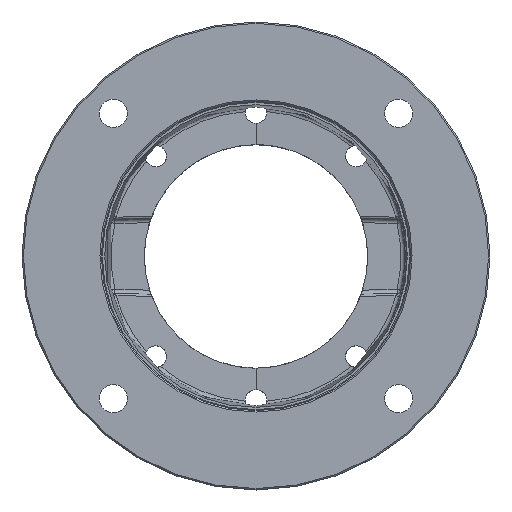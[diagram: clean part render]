
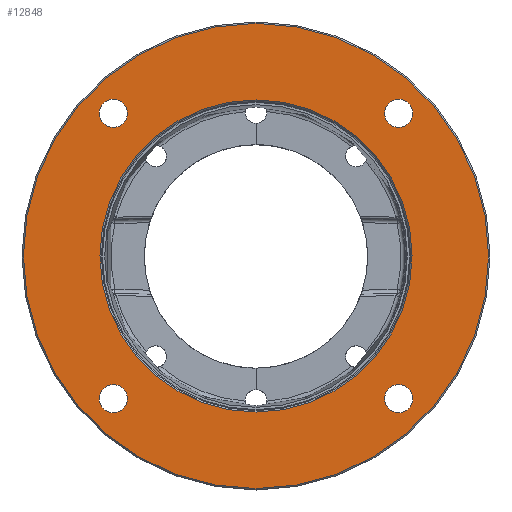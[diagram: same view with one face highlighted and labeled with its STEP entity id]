
A CAD part, top view. The second image highlights one B-rep face of the part: STEP entity #12848.
In plain terms, the highlighted planar face has unit normal (0, 0, 1).
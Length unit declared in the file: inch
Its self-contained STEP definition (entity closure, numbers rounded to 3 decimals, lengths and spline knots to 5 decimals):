
#12=CARTESIAN_POINT('',(0.,0.,-0.06));
#13=DIRECTION('',(0.,0.,1.));
#14=DIRECTION('',(0.,1.,0.));
#15=AXIS2_PLACEMENT_3D('',#12,#13,#14);
#21=CARTESIAN_POINT('',(0.,0.,-0.06));
#22=DIRECTION('',(0.,0.,-1.));
#23=DIRECTION('',(0.,1.,0.));
#24=AXIS2_PLACEMENT_3D('',#21,#22,#23);
#2091=CARTESIAN_POINT('',(-2.07713,2.07713,-0.06));
#2092=DIRECTION('',(0.,0.,-1.));
#2093=DIRECTION('',(-0.707,0.707,0.));
#2094=AXIS2_PLACEMENT_3D('',#2091,#2092,#2093);
#2096=CARTESIAN_POINT('',(-2.07713,2.07713,-0.06));
#2097=DIRECTION('',(0.,0.,-1.));
#2098=DIRECTION('',(0.707,-0.707,0.));
#2099=AXIS2_PLACEMENT_3D('',#2096,#2097,#2098);
#2101=CARTESIAN_POINT('',(-2.07713,-2.07713,-0.06));
#2102=DIRECTION('',(0.,0.,-1.));
#2103=DIRECTION('',(-0.707,-0.707,0.));
#2104=AXIS2_PLACEMENT_3D('',#2101,#2102,#2103);
#2106=CARTESIAN_POINT('',(-2.07713,-2.07713,-0.06));
#2107=DIRECTION('',(0.,0.,-1.));
#2108=DIRECTION('',(0.707,0.707,0.));
#2109=AXIS2_PLACEMENT_3D('',#2106,#2107,#2108);
#2111=CARTESIAN_POINT('',(2.07713,-2.07713,-0.06));
#2112=DIRECTION('',(0.,0.,-1.));
#2113=DIRECTION('',(0.707,-0.707,0.));
#2114=AXIS2_PLACEMENT_3D('',#2111,#2112,#2113);
#2116=CARTESIAN_POINT('',(2.07713,-2.07713,-0.06));
#2117=DIRECTION('',(0.,0.,-1.));
#2118=DIRECTION('',(-0.707,0.707,0.));
#2119=AXIS2_PLACEMENT_3D('',#2116,#2117,#2118);
#2121=CARTESIAN_POINT('',(2.07713,2.07713,-0.06));
#2122=DIRECTION('',(0.,0.,-1.));
#2123=DIRECTION('',(0.707,0.707,0.));
#2124=AXIS2_PLACEMENT_3D('',#2121,#2122,#2123);
#2126=CARTESIAN_POINT('',(2.07713,2.07713,-0.06));
#2127=DIRECTION('',(0.,0.,-1.));
#2128=DIRECTION('',(-0.707,-0.707,0.));
#2129=AXIS2_PLACEMENT_3D('',#2126,#2127,#2128);
#2131=CARTESIAN_POINT('',(0.,0.,-0.06));
#2132=DIRECTION('',(0.,0.,1.));
#2133=DIRECTION('',(0.,1.,0.));
#2134=AXIS2_PLACEMENT_3D('',#2131,#2132,#2133);
#2136=CARTESIAN_POINT('',(0.,0.,-0.06));
#2137=DIRECTION('',(0.,0.,1.));
#2138=DIRECTION('',(0.,-1.,0.));
#2139=AXIS2_PLACEMENT_3D('',#2136,#2137,#2138);
#8582=CARTESIAN_POINT('',(0.,3.385,-0.06));
#8583=CARTESIAN_POINT('',(0.,-3.385,-0.06));
#8584=VERTEX_POINT('',#8582);
#8585=VERTEX_POINT('',#8583);
#8610=CARTESIAN_POINT('',(-2.22208,2.22208,-0.06));
#8611=CARTESIAN_POINT('',(-1.93217,1.93217,-0.06));
#8612=VERTEX_POINT('',#8610);
#8613=VERTEX_POINT('',#8611);
#8630=CARTESIAN_POINT('',(-2.22208,-2.22208,-0.06));
#8631=CARTESIAN_POINT('',(-1.93217,-1.93217,-0.06));
#8632=VERTEX_POINT('',#8630);
#8633=VERTEX_POINT('',#8631);
#8638=CARTESIAN_POINT('',(2.22208,-2.22208,-0.06));
#8639=CARTESIAN_POINT('',(1.93217,-1.93217,-0.06));
#8640=VERTEX_POINT('',#8638);
#8641=VERTEX_POINT('',#8639);
#8646=CARTESIAN_POINT('',(2.22208,2.22208,-0.06));
#8647=CARTESIAN_POINT('',(1.93217,1.93217,-0.06));
#8648=VERTEX_POINT('',#8646);
#8649=VERTEX_POINT('',#8647);
#8670=CARTESIAN_POINT('',(0.,2.271,-0.06));
#8671=CARTESIAN_POINT('',(0.,-2.271,-0.06));
#8672=VERTEX_POINT('',#8670);
#8673=VERTEX_POINT('',#8671);
#12810=CARTESIAN_POINT('',(0.,0.,-0.06));
#12811=DIRECTION('',(0.,0.,1.));
#12812=DIRECTION('',(0.,1.,0.));
#12813=AXIS2_PLACEMENT_3D('',#12810,#12811,#12812);
#12814=PLANE('',#12813);
#12815=ORIENTED_EDGE('',*,*,#8853,.T.);
#12816=ORIENTED_EDGE('',*,*,#8838,.F.);
#12817=EDGE_LOOP('',(#12815,#12816));
#12818=FACE_OUTER_BOUND('',#12817,.F.);
#12820=ORIENTED_EDGE('',*,*,#12819,.F.);
#12822=ORIENTED_EDGE('',*,*,#12821,.F.);
#12823=EDGE_LOOP('',(#12820,#12822));
#12824=FACE_BOUND('',#12823,.F.);
#12826=ORIENTED_EDGE('',*,*,#12825,.F.);
#12828=ORIENTED_EDGE('',*,*,#12827,.F.);
#12829=EDGE_LOOP('',(#12826,#12828));
#12830=FACE_BOUND('',#12829,.F.);
#12832=ORIENTED_EDGE('',*,*,#12831,.F.);
#12834=ORIENTED_EDGE('',*,*,#12833,.F.);
#12835=EDGE_LOOP('',(#12832,#12834));
#12836=FACE_BOUND('',#12835,.F.);
#12838=ORIENTED_EDGE('',*,*,#12837,.F.);
#12840=ORIENTED_EDGE('',*,*,#12839,.F.);
#12841=EDGE_LOOP('',(#12838,#12840));
#12842=FACE_BOUND('',#12841,.F.);
#12844=ORIENTED_EDGE('',*,*,#12843,.T.);
#12845=ORIENTED_EDGE('',*,*,#12800,.T.);
#12846=EDGE_LOOP('',(#12844,#12845));
#12847=FACE_BOUND('',#12846,.F.);
#12848=ADVANCED_FACE('',(#12818,#12824,#12830,#12836,#12842,#12847),#12814,.T.);
#16=CIRCLE('',#15,3.385);
#25=CIRCLE('',#24,3.385);
#2095=CIRCLE('',#2094,0.205);
#2100=CIRCLE('',#2099,0.205);
#2105=CIRCLE('',#2104,0.205);
#2110=CIRCLE('',#2109,0.205);
#2115=CIRCLE('',#2114,0.205);
#2120=CIRCLE('',#2119,0.205);
#2125=CIRCLE('',#2124,0.205);
#2130=CIRCLE('',#2129,0.205);
#2135=CIRCLE('',#2134,2.271);
#2140=CIRCLE('',#2139,2.271);
#8838=EDGE_CURVE('',#8584,#8585,#16,.T.);
#8853=EDGE_CURVE('',#8584,#8585,#25,.T.);
#12800=EDGE_CURVE('',#8673,#8672,#2140,.T.);
#12819=EDGE_CURVE('',#8612,#8613,#2095,.T.);
#12821=EDGE_CURVE('',#8613,#8612,#2100,.T.);
#12825=EDGE_CURVE('',#8632,#8633,#2105,.T.);
#12827=EDGE_CURVE('',#8633,#8632,#2110,.T.);
#12831=EDGE_CURVE('',#8640,#8641,#2115,.T.);
#12833=EDGE_CURVE('',#8641,#8640,#2120,.T.);
#12837=EDGE_CURVE('',#8648,#8649,#2125,.T.);
#12839=EDGE_CURVE('',#8649,#8648,#2130,.T.);
#12843=EDGE_CURVE('',#8672,#8673,#2135,.T.);
